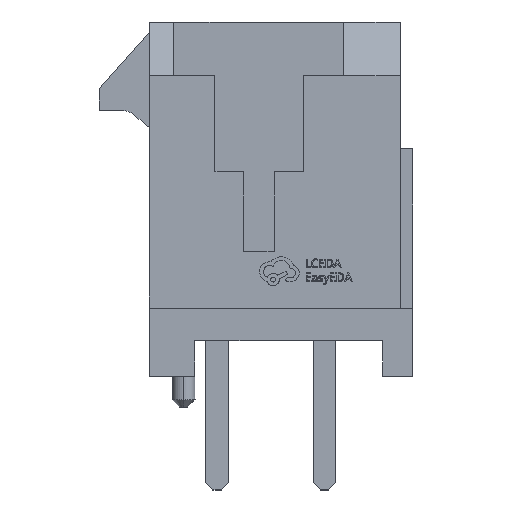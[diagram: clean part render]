
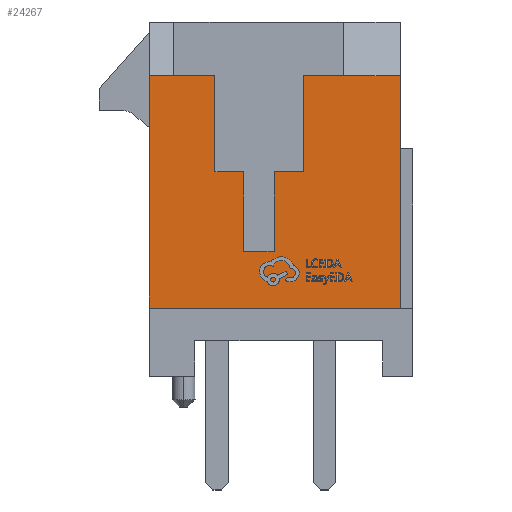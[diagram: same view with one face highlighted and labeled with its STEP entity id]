
A CAD part, left-side view. The second image highlights one B-rep face of the part: STEP entity #24267.
In plain terms, the highlighted planar face has unit normal (-1, 0, 0).
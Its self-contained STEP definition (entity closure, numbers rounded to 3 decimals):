
#257 = LINE ( 'NONE', #8465, #15988 ) ;
#552 = ORIENTED_EDGE ( 'NONE', *, *, #1994, .F. ) ;
#564 = ORIENTED_EDGE ( 'NONE', *, *, #20166, .T. ) ;
#639 = DIRECTION ( 'NONE',  ( 0., 1., 0. ) ) ;
#665 = CARTESIAN_POINT ( 'NONE',  ( -9.325, -3.62, 1.91 ) ) ;
#974 = ORIENTED_EDGE ( 'NONE', *, *, #10006, .T. ) ;
#1058 = VERTEX_POINT ( 'NONE', #11828 ) ;
#1263 = EDGE_LOOP ( 'NONE', ( #3159, #10517, #13482, #18118, #15080, #21086, #20407, #3361, #552, #974, #21407, #10206, #564, #13012 ) ) ;
#1621 = CARTESIAN_POINT ( 'NONE',  ( -9.325, 2.713, 8.41 ) ) ;
#1846 = VECTOR ( 'NONE', #14126, 1000. ) ;
#1994 = EDGE_CURVE ( 'NONE', #23028, #19265, #14469, .T. ) ;
#2353 = CARTESIAN_POINT ( 'NONE',  ( -9.325, 3.4, 1.91 ) ) ;
#2801 = CARTESIAN_POINT ( 'NONE',  ( -9.325, -0.905, 5.72 ) ) ;
#3159 = ORIENTED_EDGE ( 'NONE', *, *, #22344, .F. ) ;
#3304 = VERTEX_POINT ( 'NONE', #14617 ) ;
#3361 = ORIENTED_EDGE ( 'NONE', *, *, #6045, .T. ) ;
#3384 = CARTESIAN_POINT ( 'NONE',  ( -9.325, -3.62, 8.41 ) ) ;
#3561 = DIRECTION ( 'NONE',  ( 0., 0., 1. ) ) ;
#3607 = VECTOR ( 'NONE', #3561, 1000. ) ;
#3635 = LINE ( 'NONE', #13844, #24897 ) ;
#3770 = VECTOR ( 'NONE', #6864, 1000. ) ;
#4167 = LINE ( 'NONE', #9759, #1846 ) ;
#4199 = DIRECTION ( 'NONE',  ( 0., 1., 0. ) ) ;
#4371 = VERTEX_POINT ( 'NONE', #4637 ) ;
#4637 = CARTESIAN_POINT ( 'NONE',  ( -9.325, 0.764, 5.72 ) ) ;
#4747 = VERTEX_POINT ( 'NONE', #16414 ) ;
#4950 = LINE ( 'NONE', #15570, #12598 ) ;
#5099 = CARTESIAN_POINT ( 'NONE',  ( -9.325, 1.563, 8.41 ) ) ;
#5130 = VERTEX_POINT ( 'NONE', #14604 ) ;
#5238 = VERTEX_POINT ( 'NONE', #2801 ) ;
#5558 = LINE ( 'NONE', #17151, #3607 ) ;
#5829 = CARTESIAN_POINT ( 'NONE',  ( -9.325, 3.4, 1.91 ) ) ;
#6045 = EDGE_CURVE ( 'NONE', #13630, #19265, #21543, .T. ) ;
#6533 = EDGE_CURVE ( 'NONE', #10302, #1058, #18574, .T. ) ;
#6565 = VECTOR ( 'NONE', #17163, 1000. ) ;
#6658 = VECTOR ( 'NONE', #10612, 1000. ) ;
#6864 = DIRECTION ( 'NONE',  ( 0., 0., 1. ) ) ;
#7319 = EDGE_CURVE ( 'NONE', #4747, #3304, #13754, .T. ) ;
#7355 = EDGE_CURVE ( 'NONE', #3304, #5130, #257, .T. ) ;
#8465 = CARTESIAN_POINT ( 'NONE',  ( -9.325, 3.4, 3.491 ) ) ;
#8605 = LINE ( 'NONE', #10998, #6658 ) ;
#8647 = EDGE_CURVE ( 'NONE', #24505, #5238, #8605, .T. ) ;
#8834 = CARTESIAN_POINT ( 'NONE',  ( -9.325, 2.713, 8.41 ) ) ;
#9071 = EDGE_CURVE ( 'NONE', #22494, #13647, #22575, .T. ) ;
#9759 = CARTESIAN_POINT ( 'NONE',  ( -9.325, -3.97, 8.41 ) ) ;
#10006 = EDGE_CURVE ( 'NONE', #23028, #12406, #4167, .T. ) ;
#10206 = ORIENTED_EDGE ( 'NONE', *, *, #6533, .F. ) ;
#10302 = VERTEX_POINT ( 'NONE', #21196 ) ;
#10426 = LINE ( 'NONE', #8834, #20948 ) ;
#10517 = ORIENTED_EDGE ( 'NONE', *, *, #8647, .T. ) ;
#10604 = LINE ( 'NONE', #665, #3770 ) ;
#10612 = DIRECTION ( 'NONE',  ( 0., 0., -1. ) ) ;
#10687 = DIRECTION ( 'NONE',  ( 0., -1., 0. ) ) ;
#10934 = DIRECTION ( 'NONE',  ( 0., 1., 0. ) ) ;
#10998 = CARTESIAN_POINT ( 'NONE',  ( -9.325, -0.905, 1.91 ) ) ;
#11049 = PLANE ( 'NONE',  #18853 ) ;
#11655 = CARTESIAN_POINT ( 'NONE',  ( -9.325, -0.905, 8.41 ) ) ;
#11828 = CARTESIAN_POINT ( 'NONE',  ( -9.325, 3.4, 1.91 ) ) ;
#12043 = EDGE_CURVE ( 'NONE', #1058, #12406, #5558, .T. ) ;
#12406 = VERTEX_POINT ( 'NONE', #16821 ) ;
#12598 = VECTOR ( 'NONE', #10934, 1000. ) ;
#12698 = CARTESIAN_POINT ( 'NONE',  ( -9.325, -3.97, 8.41 ) ) ;
#13012 = ORIENTED_EDGE ( 'NONE', *, *, #9071, .T. ) ;
#13482 = ORIENTED_EDGE ( 'NONE', *, *, #17823, .T. ) ;
#13630 = VERTEX_POINT ( 'NONE', #18782 ) ;
#13647 = VERTEX_POINT ( 'NONE', #25174 ) ;
#13754 = LINE ( 'NONE', #21923, #14283 ) ;
#13774 = EDGE_CURVE ( 'NONE', #5130, #4371, #3635, .T. ) ;
#13844 = CARTESIAN_POINT ( 'NONE',  ( -9.325, 0.764, 1.91 ) ) ;
#13887 = CARTESIAN_POINT ( 'NONE',  ( -9.325, 3.4, 5.72 ) ) ;
#13930 = DIRECTION ( 'NONE',  ( 1., 0., 0. ) ) ;
#14027 = LINE ( 'NONE', #13887, #23403 ) ;
#14069 = CARTESIAN_POINT ( 'NONE',  ( -9.325, 2.713, 8.41 ) ) ;
#14126 = DIRECTION ( 'NONE',  ( 0., 1., 0. ) ) ;
#14283 = VECTOR ( 'NONE', #20841, 1000. ) ;
#14469 = LINE ( 'NONE', #14069, #19088 ) ;
#14604 = CARTESIAN_POINT ( 'NONE',  ( -9.325, 0.764, 3.491 ) ) ;
#14617 = CARTESIAN_POINT ( 'NONE',  ( -9.325, -0.092, 3.491 ) ) ;
#14668 = VECTOR ( 'NONE', #22318, 1000. ) ;
#15080 = ORIENTED_EDGE ( 'NONE', *, *, #7355, .T. ) ;
#15570 = CARTESIAN_POINT ( 'NONE',  ( -9.325, 3.4, 5.72 ) ) ;
#15988 = VECTOR ( 'NONE', #4199, 1000. ) ;
#16027 = VECTOR ( 'NONE', #639, 1000. ) ;
#16414 = CARTESIAN_POINT ( 'NONE',  ( -9.325, -0.092, 5.72 ) ) ;
#16821 = CARTESIAN_POINT ( 'NONE',  ( -9.325, 3.4, 8.41 ) ) ;
#17041 = CARTESIAN_POINT ( 'NONE',  ( -9.325, 1.563, 1.91 ) ) ;
#17151 = CARTESIAN_POINT ( 'NONE',  ( -9.325, 3.4, 1.91 ) ) ;
#17163 = DIRECTION ( 'NONE',  ( 0., 0., 1. ) ) ;
#17439 = EDGE_CURVE ( 'NONE', #4371, #13630, #14027, .T. ) ;
#17823 = EDGE_CURVE ( 'NONE', #5238, #4747, #4950, .T. ) ;
#18118 = ORIENTED_EDGE ( 'NONE', *, *, #7319, .T. ) ;
#18574 = LINE ( 'NONE', #2353, #14668 ) ;
#18782 = CARTESIAN_POINT ( 'NONE',  ( -9.325, 1.563, 5.72 ) ) ;
#18853 = AXIS2_PLACEMENT_3D ( 'NONE', #5829, #13930, #19807 ) ;
#19088 = VECTOR ( 'NONE', #22238, 1000. ) ;
#19265 = VERTEX_POINT ( 'NONE', #5099 ) ;
#19807 = DIRECTION ( 'NONE',  ( 0., 1., 0. ) ) ;
#20166 = EDGE_CURVE ( 'NONE', #10302, #22494, #10604, .T. ) ;
#20407 = ORIENTED_EDGE ( 'NONE', *, *, #17439, .T. ) ;
#20841 = DIRECTION ( 'NONE',  ( 0., 0., -1. ) ) ;
#20948 = VECTOR ( 'NONE', #10687, 1000. ) ;
#21086 = ORIENTED_EDGE ( 'NONE', *, *, #13774, .T. ) ;
#21196 = CARTESIAN_POINT ( 'NONE',  ( -9.325, -3.62, 1.91 ) ) ;
#21407 = ORIENTED_EDGE ( 'NONE', *, *, #12043, .F. ) ;
#21543 = LINE ( 'NONE', #17041, #6565 ) ;
#21622 = DIRECTION ( 'NONE',  ( 0., 0., 1. ) ) ;
#21923 = CARTESIAN_POINT ( 'NONE',  ( -9.325, -0.092, 1.91 ) ) ;
#22238 = DIRECTION ( 'NONE',  ( 0., -1., 0. ) ) ;
#22318 = DIRECTION ( 'NONE',  ( 0., 1., 0. ) ) ;
#22344 = EDGE_CURVE ( 'NONE', #24505, #13647, #10426, .T. ) ;
#22494 = VERTEX_POINT ( 'NONE', #3384 ) ;
#22575 = LINE ( 'NONE', #12698, #16027 ) ;
#23028 = VERTEX_POINT ( 'NONE', #1621 ) ;
#23403 = VECTOR ( 'NONE', #24026, 1000. ) ;
#23421 = FACE_OUTER_BOUND ( 'NONE', #1263, .T. ) ;
#24026 = DIRECTION ( 'NONE',  ( 0., 1., 0. ) ) ;
#24267 = ADVANCED_FACE ( 'NONE', ( #23421 ), #11049, .F. ) ;
#24505 = VERTEX_POINT ( 'NONE', #11655 ) ;
#24897 = VECTOR ( 'NONE', #21622, 1000. ) ;
#25174 = CARTESIAN_POINT ( 'NONE',  ( -9.325, -2.037, 8.41 ) ) ;
